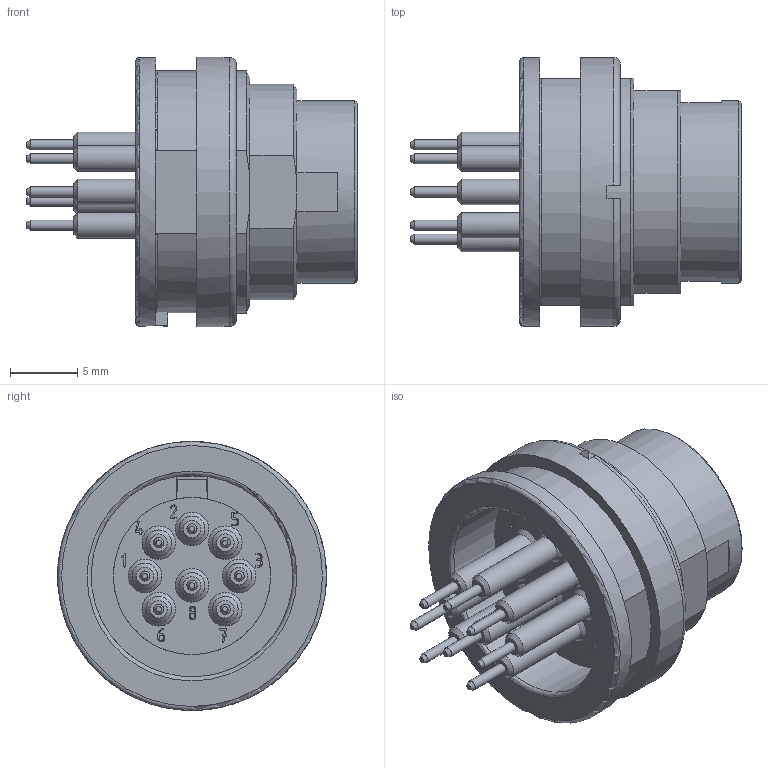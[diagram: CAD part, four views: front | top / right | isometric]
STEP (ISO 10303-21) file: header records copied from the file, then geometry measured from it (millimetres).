
FILE_DESCRIPTION(/* description */ (''),/* implementation_level */ '2;1');
FILE_NAME(/* name */ '09_0473_90_08_001_00.stp',/* time_stamp */ '2014-07-11T12:13:29+02:00',/* author */ (''),/* organization */ (''),/* preprocessor_version */ 'ST-DEVELOPER v14',/* originating_system */ 'SIEMENS PLM Software NX 8.0',/* authorisation */ '');
FILE_SCHEMA (('AP203_CONFIGURATION_CONTROLLED_3D_DESIGN_OF_MECHANICAL_PARTS_AND_ASSEMBLIES_MIM_LF { 1 0 10303 403 2 1 2}'));
Length unit declared in the file: millimetre
Products named in the file (1): cerl169011A9jl29
Bounding box: 24.6 x 20 x 20 mm (x, y, z)
Volume: 2461 mm3; surface area: 3230.8 mm2
Topology: 2 solids, 2 shells, 280 faces, 649 edges, 414 vertices
Faces by surface type: plane 105, cone 57, cylinder 47, extrusion 46, bspline 17, torus 8
Full cylindrical faces by diameter (mm): 0.75 x8, 1.49 x8, 1.5 x9, 1.9 x8, 11.7 x1, 12 x1, 13.6 x1, 15 x1, 17.188 x1, 18.1 x1, 20 x2
Entity records: 8714 total; most frequent: CARTESIAN_POINT 3065, DIRECTION 1042, ORIENTED_EDGE 1016, EDGE_CURVE 508, EDGE_LOOP 433, AXIS2_PLACEMENT_3D 403, VERTEX_POINT 383, FACE_BOUND 281
